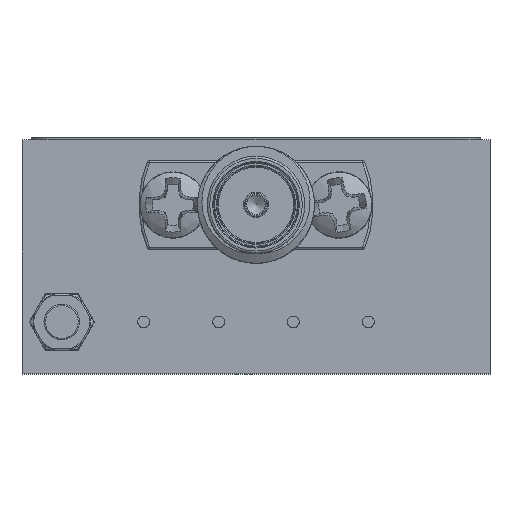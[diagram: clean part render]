
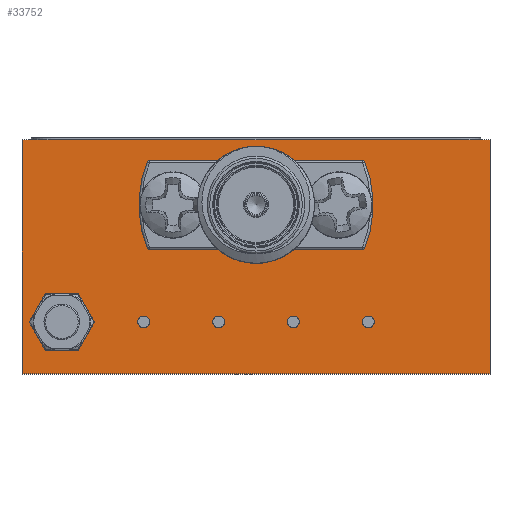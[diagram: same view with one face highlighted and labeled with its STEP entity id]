
A CAD part, top view. The second image highlights one B-rep face of the part: STEP entity #33752.
In plain terms, the highlighted planar face has unit normal (0, 0, 1).
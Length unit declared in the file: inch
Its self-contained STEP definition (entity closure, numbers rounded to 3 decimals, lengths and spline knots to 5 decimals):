
#1353 = DIRECTION ( 'NONE',  ( 0., 0., 1. ) ) ;
#1538 = VERTEX_POINT ( 'NONE', #41245 ) ;
#1631 = EDGE_LOOP ( 'NONE', ( #50595 ) ) ;
#1803 = CARTESIAN_POINT ( 'NONE',  ( 0., -0.5, 0. ) ) ;
#3214 = AXIS2_PLACEMENT_3D ( 'NONE', #47841, #30865, #43137 ) ;
#3893 = EDGE_LOOP ( 'NONE', ( #47901, #26660, #45099, #5093 ) ) ;
#5093 = ORIENTED_EDGE ( 'NONE', *, *, #50483, .T. ) ;
#5910 = LINE ( 'NONE', #53289, #27551 ) ;
#6314 = VERTEX_POINT ( 'NONE', #42612 ) ;
#8802 = VECTOR ( 'NONE', #35557, 39.37008 ) ;
#8983 = VECTOR ( 'NONE', #29466, 39.37008 ) ;
#10183 = CARTESIAN_POINT ( 'NONE',  ( 0.085, -0.39, 0. ) ) ;
#11829 = EDGE_CURVE ( 'NONE', #1538, #6314, #18917, .T. ) ;
#13118 = LINE ( 'NONE', #30005, #8983 ) ;
#13751 = VERTEX_POINT ( 'NONE', #17629 ) ;
#16427 = DIRECTION ( 'NONE',  ( 0., 1., 0. ) ) ;
#17461 = CARTESIAN_POINT ( 'NONE',  ( 0., 0., 0. ) ) ;
#17567 = FACE_OUTER_BOUND ( 'NONE', #3893, .T. ) ;
#17629 = CARTESIAN_POINT ( 'NONE',  ( 0.128, -0.39, 0. ) ) ;
#17911 = DIRECTION ( 'NONE',  ( 1., 0., 0. ) ) ;
#18917 = LINE ( 'NONE', #1803, #8802 ) ;
#19299 = EDGE_CURVE ( 'NONE', #42221, #48633, #13118, .T. ) ;
#20042 = LINE ( 'NONE', #20578, #22479 ) ;
#20578 = CARTESIAN_POINT ( 'NONE',  ( 0., -0.5, 0. ) ) ;
#22479 = VECTOR ( 'NONE', #16427, 39.37008 ) ;
#26195 = PLANE ( 'NONE',  #3214 ) ;
#26660 = ORIENTED_EDGE ( 'NONE', *, *, #42568, .F. ) ;
#27551 = VECTOR ( 'NONE', #39706, 39.37008 ) ;
#29466 = DIRECTION ( 'NONE',  ( 1., 0., 0. ) ) ;
#30005 = CARTESIAN_POINT ( 'NONE',  ( 0., 0., 0. ) ) ;
#30581 = AXIS2_PLACEMENT_3D ( 'NONE', #10183, #1353, #17911 ) ;
#30865 = DIRECTION ( 'NONE',  ( 0., 0., 1. ) ) ;
#33752 = ADVANCED_FACE ( 'NONE', ( #51733, #17567 ), #26195, .T. ) ;
#35557 = DIRECTION ( 'NONE',  ( 1., 0., 0. ) ) ;
#35902 = CIRCLE ( 'NONE', #30581, 0.043 ) ;
#39706 = DIRECTION ( 'NONE',  ( 0., 1., 0. ) ) ;
#41245 = CARTESIAN_POINT ( 'NONE',  ( 0., -0.5, 0. ) ) ;
#41436 = CARTESIAN_POINT ( 'NONE',  ( 1., 0., 0. ) ) ;
#42221 = VERTEX_POINT ( 'NONE', #17461 ) ;
#42568 = EDGE_CURVE ( 'NONE', #1538, #42221, #20042, .T. ) ;
#42612 = CARTESIAN_POINT ( 'NONE',  ( 1., -0.5, 0. ) ) ;
#43137 = DIRECTION ( 'NONE',  ( 1., 0., 0. ) ) ;
#44153 = EDGE_CURVE ( 'NONE', #13751, #13751, #35902, .T. ) ;
#45099 = ORIENTED_EDGE ( 'NONE', *, *, #11829, .T. ) ;
#47841 = CARTESIAN_POINT ( 'NONE',  ( 0., -0.5, 0. ) ) ;
#47901 = ORIENTED_EDGE ( 'NONE', *, *, #19299, .F. ) ;
#48633 = VERTEX_POINT ( 'NONE', #41436 ) ;
#50483 = EDGE_CURVE ( 'NONE', #6314, #48633, #5910, .T. ) ;
#50595 = ORIENTED_EDGE ( 'NONE', *, *, #44153, .F. ) ;
#51733 = FACE_BOUND ( 'NONE', #1631, .T. ) ;
#53289 = CARTESIAN_POINT ( 'NONE',  ( 1., -0.5, 0. ) ) ;
